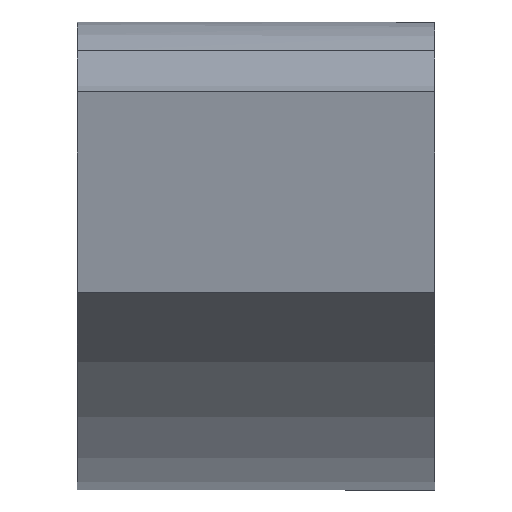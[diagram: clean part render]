
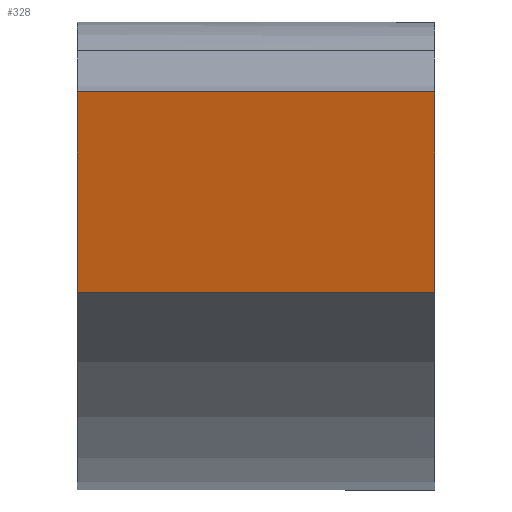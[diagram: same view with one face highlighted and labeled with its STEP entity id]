
A CAD part, left-side view. The second image highlights one B-rep face of the part: STEP entity #328.
In plain terms, the highlighted planar face has unit normal (-0.978, 0, -0.208).
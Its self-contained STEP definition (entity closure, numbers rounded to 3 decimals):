
#30 = ORIENTED_EDGE ( 'NONE', *, *, #61, .T. ) ;
#58 = DIRECTION ( 'NONE',  ( -0.208, 0., 0.978 ) ) ;
#61 = EDGE_CURVE ( 'NONE', #77, #509, #607, .T. ) ;
#71 = LINE ( 'NONE', #313, #412 ) ;
#77 = VERTEX_POINT ( 'NONE', #255 ) ;
#78 = LINE ( 'NONE', #513, #515 ) ;
#84 = AXIS2_PLACEMENT_3D ( 'NONE', #388, #287, #279 ) ;
#85 = EDGE_LOOP ( 'NONE', ( #507, #30, #574, #379 ) ) ;
#116 = DIRECTION ( 'NONE',  ( 0., -1., 0. ) ) ;
#121 = EDGE_CURVE ( 'NONE', #641, #509, #314, .T. ) ;
#185 = PLANE ( 'NONE',  #84 ) ;
#220 = CARTESIAN_POINT ( 'NONE',  ( -8., 0.5, 2. ) ) ;
#255 = CARTESIAN_POINT ( 'NONE',  ( -7.48, -3.85, -0.445 ) ) ;
#274 = DIRECTION ( 'NONE',  ( 0., -1., 0. ) ) ;
#275 = CARTESIAN_POINT ( 'NONE',  ( -8., 0.5, 2. ) ) ;
#279 = DIRECTION ( 'NONE',  ( -0.208, 0., 0.978 ) ) ;
#287 = DIRECTION ( 'NONE',  ( -0.978, 0., -0.208 ) ) ;
#313 = CARTESIAN_POINT ( 'NONE',  ( -8., 0.5, 2. ) ) ;
#314 = LINE ( 'NONE', #220, #554 ) ;
#328 = ADVANCED_FACE ( 'NONE', ( #551 ), #185, .T. ) ;
#379 = ORIENTED_EDGE ( 'NONE', *, *, #596, .T. ) ;
#388 = CARTESIAN_POINT ( 'NONE',  ( -8., 0.5, 2. ) ) ;
#412 = VECTOR ( 'NONE', #417, 1000. ) ;
#417 = DIRECTION ( 'NONE',  ( 0.208, 0., -0.978 ) ) ;
#463 = VERTEX_POINT ( 'NONE', #599 ) ;
#502 = CARTESIAN_POINT ( 'NONE',  ( -8., -3.85, 2. ) ) ;
#503 = VECTOR ( 'NONE', #58, 1000. ) ;
#507 = ORIENTED_EDGE ( 'NONE', *, *, #629, .T. ) ;
#509 = VERTEX_POINT ( 'NONE', #608 ) ;
#513 = CARTESIAN_POINT ( 'NONE',  ( -7.48, 0.5, -0.445 ) ) ;
#515 = VECTOR ( 'NONE', #116, 1000. ) ;
#551 = FACE_OUTER_BOUND ( 'NONE', #85, .T. ) ;
#554 = VECTOR ( 'NONE', #274, 1000. ) ;
#574 = ORIENTED_EDGE ( 'NONE', *, *, #121, .F. ) ;
#596 = EDGE_CURVE ( 'NONE', #641, #463, #71, .T. ) ;
#599 = CARTESIAN_POINT ( 'NONE',  ( -7.48, 0.5, -0.445 ) ) ;
#607 = LINE ( 'NONE', #502, #503 ) ;
#608 = CARTESIAN_POINT ( 'NONE',  ( -8., -3.85, 2. ) ) ;
#629 = EDGE_CURVE ( 'NONE', #463, #77, #78, .T. ) ;
#641 = VERTEX_POINT ( 'NONE', #275 ) ;
